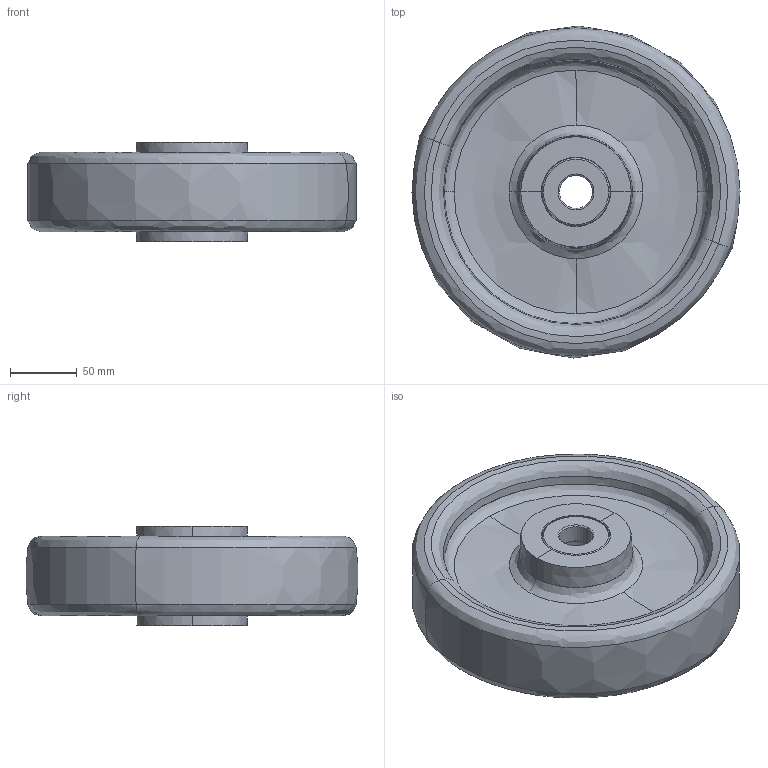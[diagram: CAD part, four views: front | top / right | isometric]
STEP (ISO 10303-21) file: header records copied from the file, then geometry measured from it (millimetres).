
FILE_DESCRIPTION (( 'STEP AP214' ), '1' );
FILE_NAME ('0016966.step', '2022-05-19T07:53:36', ( '' ), ( '' ), 'SwSTEP 2.0', 'SolidWorks 2020', '' );
FILE_SCHEMA (( 'AUTOMOTIVE_DESIGN' ));
Length unit declared in the file: millimetre
Products named in the file (1): 0016966
Bounding box: 246.68 x 249.59 x 75 mm (x, y, z)
Volume: 1818141.8 mm3; surface area: 332013.7 mm2
Topology: 4 solids, 4 shells, 235 faces, 615 edges, 378 vertices
Faces by surface type: bspline 87, plane 76, cylinder 40, cone 16, torus 16
Entity records: 13020 total; most frequent: CARTESIAN_POINT 5031, ORIENTED_EDGE 1230, DIRECTION 1074, EDGE_CURVE 615, AXIS2_PLACEMENT_3D 449, VERTEX_POINT 378, CIRCLE 300, EDGE_LOOP 257
